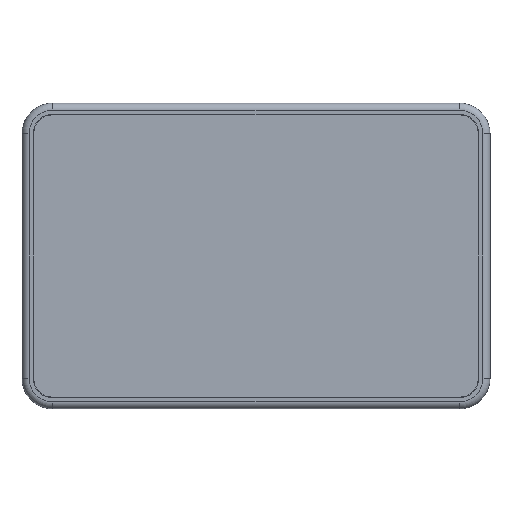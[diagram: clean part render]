
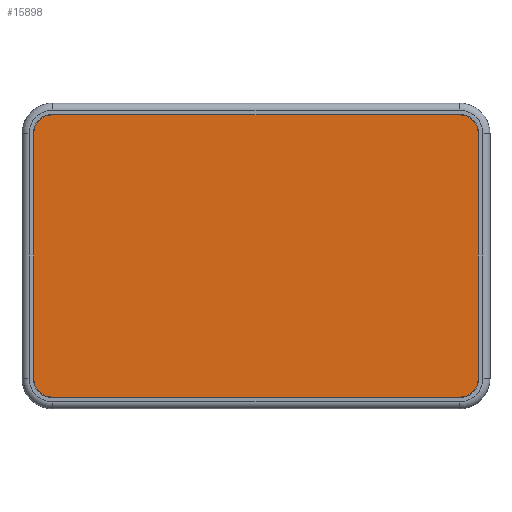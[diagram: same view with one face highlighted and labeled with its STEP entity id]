
A CAD part, front view. The second image highlights one B-rep face of the part: STEP entity #15898.
In plain terms, the highlighted planar face has unit normal (0, -1, 0).
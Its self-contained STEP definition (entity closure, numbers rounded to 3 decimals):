
#338=CIRCLE('',#17406,8.);
#340=CIRCLE('',#17410,8.);
#342=CIRCLE('',#17414,8.);
#344=CIRCLE('',#17418,8.);
#1844=FACE_OUTER_BOUND('',#2864,.T.);
#2864=EDGE_LOOP('',(#13636,#13637,#13638,#13639,#13640,#13641,#13642,#13643));
#4589=LINE('',#26293,#6367);
#4593=LINE('',#26305,#6371);
#4597=LINE('',#26317,#6375);
#4601=LINE('',#26328,#6379);
#6367=VECTOR('',#21287,10.);
#6371=VECTOR('',#21299,10.);
#6375=VECTOR('',#21311,10.);
#6379=VECTOR('',#21323,10.);
#7797=VERTEX_POINT('',#26283);
#7798=VERTEX_POINT('',#26284);
#7801=VERTEX_POINT('',#26292);
#7803=VERTEX_POINT('',#26298);
#7805=VERTEX_POINT('',#26304);
#7807=VERTEX_POINT('',#26310);
#7809=VERTEX_POINT('',#26316);
#7811=VERTEX_POINT('',#26322);
#9759=EDGE_CURVE('',#7797,#7798,#338,.T.);
#9763=EDGE_CURVE('',#7801,#7797,#4589,.T.);
#9766=EDGE_CURVE('',#7803,#7801,#340,.T.);
#9769=EDGE_CURVE('',#7805,#7803,#4593,.T.);
#9772=EDGE_CURVE('',#7807,#7805,#342,.T.);
#9775=EDGE_CURVE('',#7809,#7807,#4597,.T.);
#9778=EDGE_CURVE('',#7811,#7809,#344,.T.);
#9781=EDGE_CURVE('',#7798,#7811,#4601,.T.);
#13636=ORIENTED_EDGE('',*,*,#9781,.F.);
#13637=ORIENTED_EDGE('',*,*,#9759,.F.);
#13638=ORIENTED_EDGE('',*,*,#9763,.F.);
#13639=ORIENTED_EDGE('',*,*,#9766,.F.);
#13640=ORIENTED_EDGE('',*,*,#9769,.F.);
#13641=ORIENTED_EDGE('',*,*,#9772,.F.);
#13642=ORIENTED_EDGE('',*,*,#9775,.F.);
#13643=ORIENTED_EDGE('',*,*,#9778,.F.);
#15046=PLANE('',#17422);
#15898=ADVANCED_FACE('',(#1844),#15046,.F.);
#17406=AXIS2_PLACEMENT_3D('',#26285,#21279,#21280);
#17410=AXIS2_PLACEMENT_3D('',#26299,#21292,#21293);
#17414=AXIS2_PLACEMENT_3D('',#26311,#21304,#21305);
#17418=AXIS2_PLACEMENT_3D('',#26323,#21316,#21317);
#17422=AXIS2_PLACEMENT_3D('',#26331,#21327,#21328);
#21279=DIRECTION('center_axis',(0.,1.,0.));
#21280=DIRECTION('ref_axis',(0.,0.,-1.));
#21287=DIRECTION('',(-1.,0.,0.));
#21292=DIRECTION('center_axis',(0.,1.,0.));
#21293=DIRECTION('ref_axis',(1.,0.,0.));
#21299=DIRECTION('',(0.,0.,-1.));
#21304=DIRECTION('center_axis',(0.,1.,0.));
#21305=DIRECTION('ref_axis',(0.,0.,1.));
#21311=DIRECTION('',(1.,0.,0.));
#21316=DIRECTION('center_axis',(0.,1.,0.));
#21317=DIRECTION('ref_axis',(-1.,0.,0.));
#21323=DIRECTION('',(0.,0.,1.));
#21327=DIRECTION('center_axis',(0.,1.,0.));
#21328=DIRECTION('ref_axis',(1.,0.,0.));
#26283=CARTESIAN_POINT('',(8.,0.,0.));
#26284=CARTESIAN_POINT('',(0.,0.,8.));
#26285=CARTESIAN_POINT('Origin',(8.,0.,8.));
#26292=CARTESIAN_POINT('',(181.32,0.,0.));
#26293=CARTESIAN_POINT('',(181.32,0.,0.));
#26298=CARTESIAN_POINT('',(189.32,0.,8.));
#26299=CARTESIAN_POINT('Origin',(181.32,0.,8.));
#26304=CARTESIAN_POINT('',(189.32,0.,112.24));
#26305=CARTESIAN_POINT('',(189.32,0.,112.24));
#26310=CARTESIAN_POINT('',(181.32,0.,120.24));
#26311=CARTESIAN_POINT('Origin',(181.32,0.,112.24));
#26316=CARTESIAN_POINT('',(8.,0.,120.24));
#26317=CARTESIAN_POINT('',(8.,0.,120.24));
#26322=CARTESIAN_POINT('',(0.,0.,112.24));
#26323=CARTESIAN_POINT('Origin',(8.,0.,112.24));
#26328=CARTESIAN_POINT('',(0.,0.,8.));
#26331=CARTESIAN_POINT('Origin',(94.66,0.,60.12));
